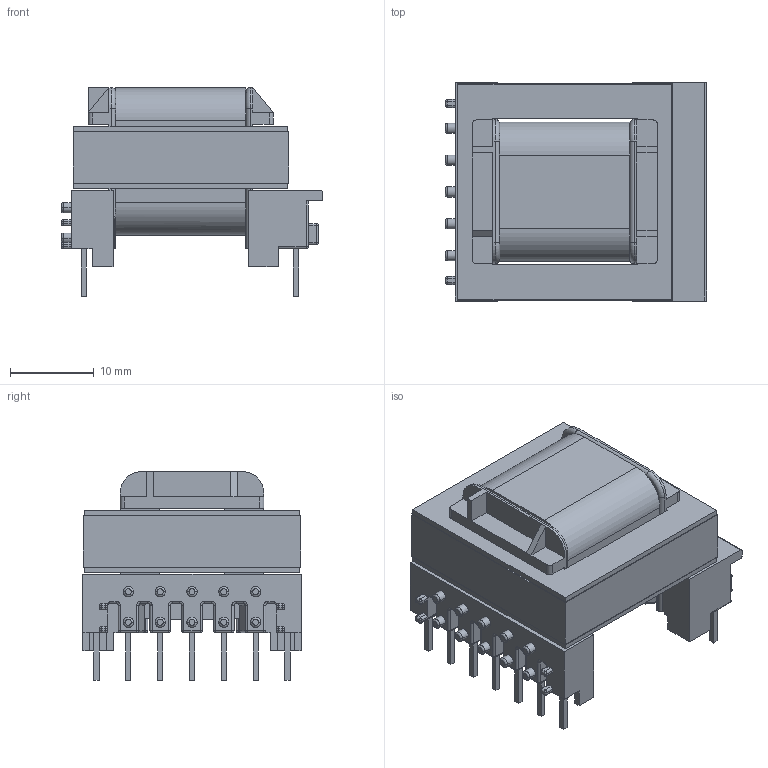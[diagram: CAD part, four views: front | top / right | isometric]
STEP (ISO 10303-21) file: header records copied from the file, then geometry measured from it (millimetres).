
FILE_DESCRIPTION(/* description */ ('Unknown'),/* implementation_level */ '2;1');
FILE_NAME(/* name */ 'T_Wurth_WE-OLTI-EE25_13_7_750315242',/* time_stamp */ '2025-10-17T11:46:13+08:00',/* author */ ('Unknown'),/* organization */ ('Unknown'),/* preprocessor_version */ 'ST-DEVELOPER v19.4',/* originating_system */ 'Solid Edge',/* authorisation */ 'Unknown');
FILE_SCHEMA (('AUTOMOTIVE_DESIGN {1 0 10303 214 3 1 1}'));
Length unit declared in the file: millimetre
Products named in the file (2): T_Wurth_WE-OLTI-EE25_13_7_750315242
Assembly tree (1 placements, depth 2):
  T_Wurth_WE-OLTI-EE25_13_7_750315242
    T_Wurth_WE-OLTI-EE25_13_7_750315242
Bounding box: 31.29 x 26.12 x 24.98 mm (x, y, z)
Volume: 9532.9 mm3; surface area: 7074.1 mm2
Topology: 2 solids, 6 shells, 894 faces, 2137 edges, 1178 vertices
Faces by surface type: plane 354, cylinder 341, sphere 95, torus 57, bspline 47
Entity records: 31805 total; most frequent: CARTESIAN_POINT 5724, DIRECTION 4213, ORIENTED_EDGE 4058, EDGE_CURVE 2029, AXIS2_PLACEMENT_3D 1523, VERTEX_POINT 1178, LINE 1167, VECTOR 1167
